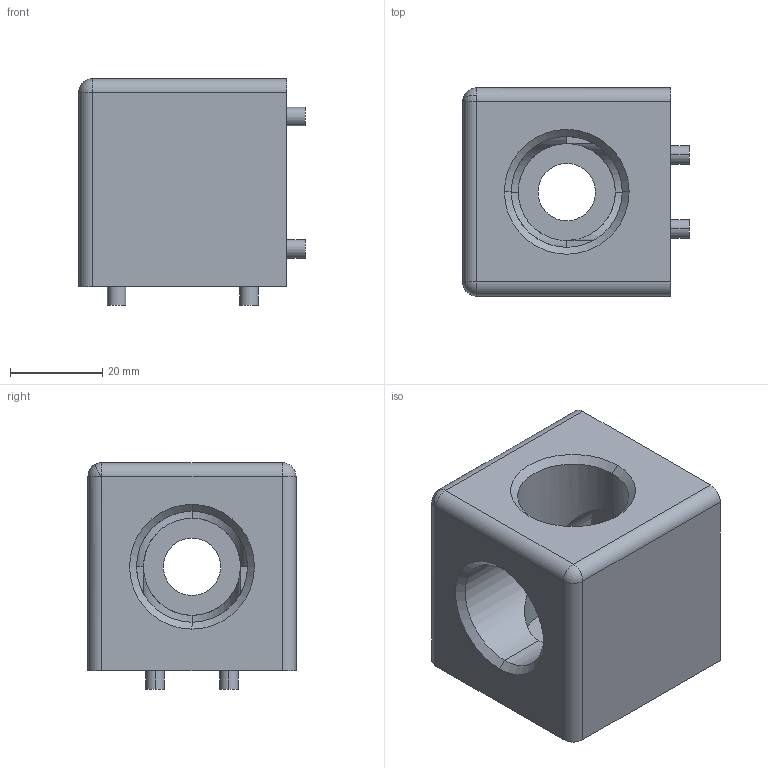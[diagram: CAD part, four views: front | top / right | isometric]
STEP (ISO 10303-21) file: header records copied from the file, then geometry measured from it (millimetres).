
FILE_DESCRIPTION(('STEP AP214'),'1');
FILE_NAME('cctmp_AE20686A-A75F-4837-B0C0-2DC38C5D327C_2020_1_10_11_39_30_380..stp','2020-01-10T10:39:30',('Bosch Rexroth AG'),('CADClick - www.CADClick.com'),'Spatial InterOp 3D',' ','unknown authorization - (Healing Option Enabled)');
FILE_SCHEMA(('AUTOMOTIVE_DESIGN'));
Length unit declared in the file: millimetre
Products named in the file (1): 2020_01_10__11-39-30-379
Bounding box: 49 x 45 x 49 mm (x, y, z)
Volume: 64967.3 mm3; surface area: 15486.7 mm2
Topology: 1 solids, 1 shells, 63 faces, 141 edges, 88 vertices
Faces by surface type: cylinder 33, plane 23, cone 4, sphere 3
Entity records: 2382 total; most frequent: CARTESIAN_POINT 379, DIRECTION 338, ORIENTED_EDGE 282, EDGE_CURVE 141, AXIS2_PLACEMENT_3D 137, VERTEX_POINT 88, EDGE_LOOP 77, CIRCLE 69
